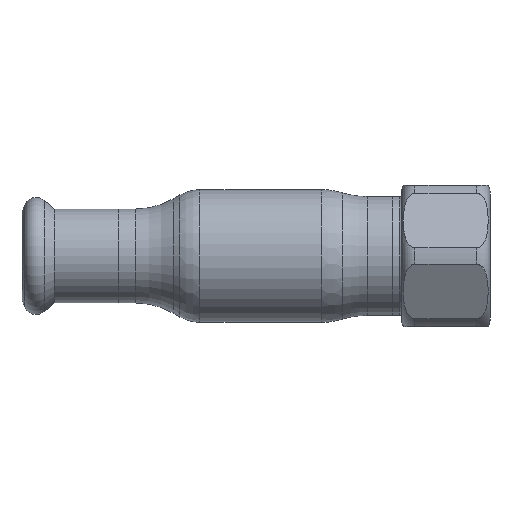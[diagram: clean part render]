
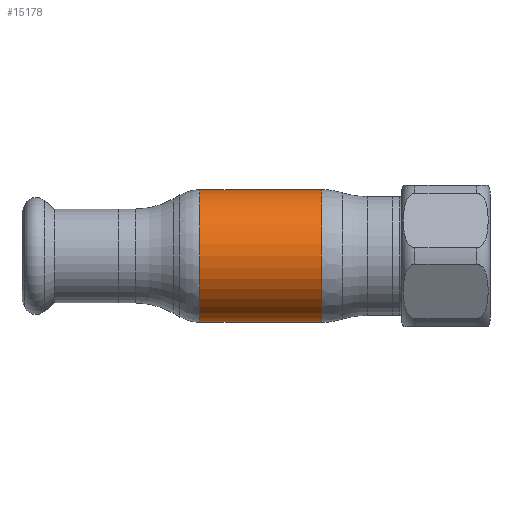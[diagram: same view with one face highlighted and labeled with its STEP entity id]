
A CAD part, front view. The second image highlights one B-rep face of the part: STEP entity #15178.
In plain terms, the highlighted cylindrical face has radius 15 mm (diameter 30 mm), a partial arc.
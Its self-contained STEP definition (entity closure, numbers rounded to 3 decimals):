
#1874 = CARTESIAN_POINT ( 'NONE',  ( 13.909, 0., -15. ) ) ;
#2271 = AXIS2_PLACEMENT_3D ( 'NONE', #6604, #37571, #45899 ) ;
#2504 = ORIENTED_EDGE ( 'NONE', *, *, #36020, .T. ) ;
#2587 = CARTESIAN_POINT ( 'NONE',  ( -13.588, 0., -15. ) ) ;
#6604 = CARTESIAN_POINT ( 'NONE',  ( -62.69, 0., 0. ) ) ;
#7110 = CARTESIAN_POINT ( 'NONE',  ( -13.588, 0., 0. ) ) ;
#7441 = DIRECTION ( 'NONE',  ( -1., 0., 0. ) ) ;
#10837 = EDGE_CURVE ( 'NONE', #22610, #54274, #28180, .T. ) ;
#11119 = DIRECTION ( 'NONE',  ( 0., 0., 1. ) ) ;
#11746 = VERTEX_POINT ( 'NONE', #2587 ) ;
#12287 = LINE ( 'NONE', #37870, #41143 ) ;
#15051 = DIRECTION ( 'NONE',  ( -1., 0., 0. ) ) ;
#15178 = ADVANCED_FACE ( 'NONE', ( #41868 ), #24378, .T. ) ;
#15476 = CIRCLE ( 'NONE', #56740, 15. ) ;
#15774 = CIRCLE ( 'NONE', #45132, 15. ) ;
#18894 = EDGE_LOOP ( 'NONE', ( #43816, #2504, #54282, #50149 ) ) ;
#19563 = DIRECTION ( 'NONE',  ( -1., 0., 0. ) ) ;
#20082 = VECTOR ( 'NONE', #19563, 1000. ) ;
#22610 = VERTEX_POINT ( 'NONE', #55919 ) ;
#23393 = CARTESIAN_POINT ( 'NONE',  ( 13.909, 0., 0. ) ) ;
#23681 = DIRECTION ( 'NONE',  ( 0., 0., 1. ) ) ;
#24378 = CYLINDRICAL_SURFACE ( 'NONE', #2271, 15. ) ;
#25275 = EDGE_CURVE ( 'NONE', #48328, #11746, #12287, .T. ) ;
#28180 = LINE ( 'NONE', #41392, #20082 ) ;
#30136 = EDGE_CURVE ( 'NONE', #11746, #54274, #15476, .T. ) ;
#36020 = EDGE_CURVE ( 'NONE', #48328, #22610, #15774, .T. ) ;
#37571 = DIRECTION ( 'NONE',  ( -1., 0., 0. ) ) ;
#37870 = CARTESIAN_POINT ( 'NONE',  ( -62.69, 0., -15. ) ) ;
#41143 = VECTOR ( 'NONE', #7441, 1000. ) ;
#41392 = CARTESIAN_POINT ( 'NONE',  ( -62.69, 0., 15. ) ) ;
#41868 = FACE_OUTER_BOUND ( 'NONE', #18894, .T. ) ;
#43777 = CARTESIAN_POINT ( 'NONE',  ( -13.588, 0., 15. ) ) ;
#43816 = ORIENTED_EDGE ( 'NONE', *, *, #25275, .F. ) ;
#45132 = AXIS2_PLACEMENT_3D ( 'NONE', #23393, #15051, #23681 ) ;
#45899 = DIRECTION ( 'NONE',  ( 0., 0., 1. ) ) ;
#48328 = VERTEX_POINT ( 'NONE', #1874 ) ;
#50149 = ORIENTED_EDGE ( 'NONE', *, *, #30136, .F. ) ;
#50998 = DIRECTION ( 'NONE',  ( -1., 0., 0. ) ) ;
#54274 = VERTEX_POINT ( 'NONE', #43777 ) ;
#54282 = ORIENTED_EDGE ( 'NONE', *, *, #10837, .T. ) ;
#55919 = CARTESIAN_POINT ( 'NONE',  ( 13.909, 0., 15. ) ) ;
#56740 = AXIS2_PLACEMENT_3D ( 'NONE', #7110, #50998, #11119 ) ;
